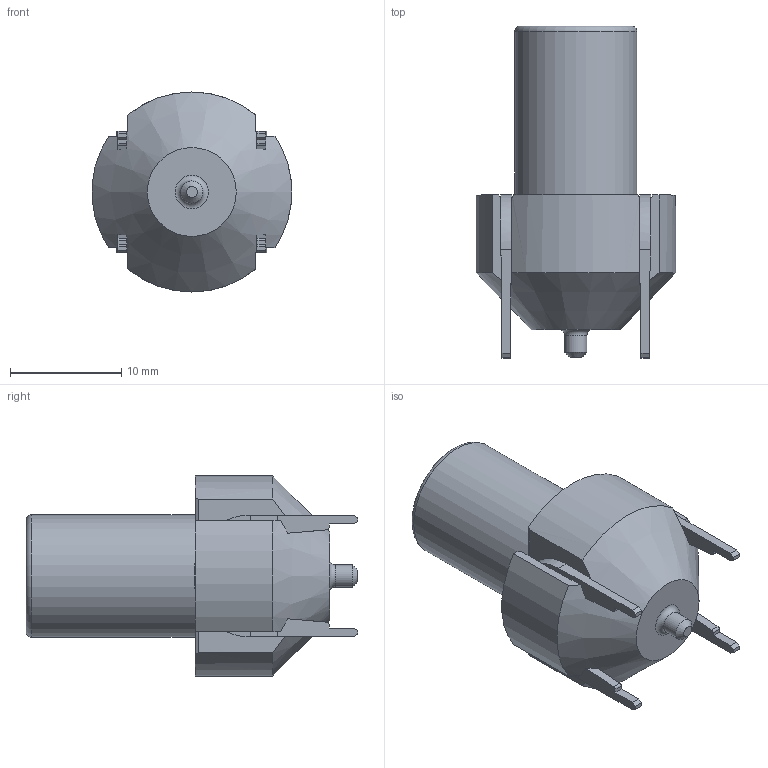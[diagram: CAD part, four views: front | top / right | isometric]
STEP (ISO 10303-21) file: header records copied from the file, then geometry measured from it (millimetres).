
FILE_DESCRIPTION(/* description */ (''),/* implementation_level */ '2;1');
FILE_NAME(/* name */ 'STAUBLI_66.9032-21_XELA-4_4mm_Vertical_red.step.step',/* time_stamp */ '2020-09-25T18:47:42+02:00',/* author */ (''),/* organization */ (''),/* preprocessor_version */ 'ST-DEVELOPER v18.1',/* originating_system */ 'Autodesk Translation Framework v9.3.0.1241',/* authorisation */ '');
FILE_SCHEMA (('AUTOMOTIVE_DESIGN { 1 0 10303 214 3 1 1 }'));
Length unit declared in the file: millimetre
Products named in the file (1): (Unsaved)
Bounding box: 17.97 x 29.85 x 18 mm (x, y, z)
Volume: 2898.7 mm3; surface area: 2925.5 mm2
Topology: 1 solids, 1 shells, 100 faces, 261 edges, 168 vertices
Faces by surface type: plane 75, cylinder 17, cone 5, torus 3
Full cylindrical faces by diameter (mm): 2 x1, 4 x1, 6.202 x1, 9.1 x1, 11 x1
Entity records: 3172 total; most frequent: CARTESIAN_POINT 577, ORIENTED_EDGE 520, DIRECTION 504, EDGE_CURVE 260, LINE 170, VECTOR 170, VERTEX_POINT 168, AXIS2_PLACEMENT_3D 167
